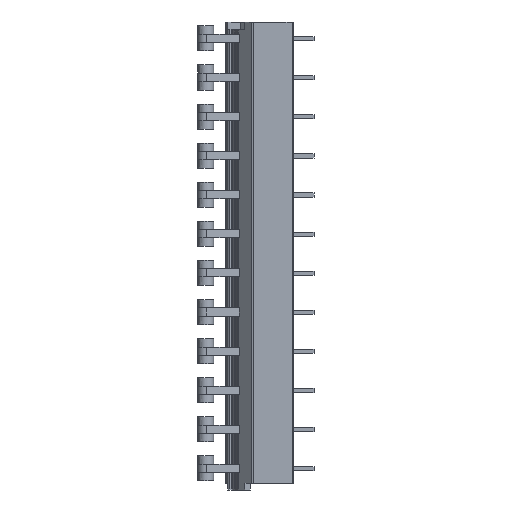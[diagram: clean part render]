
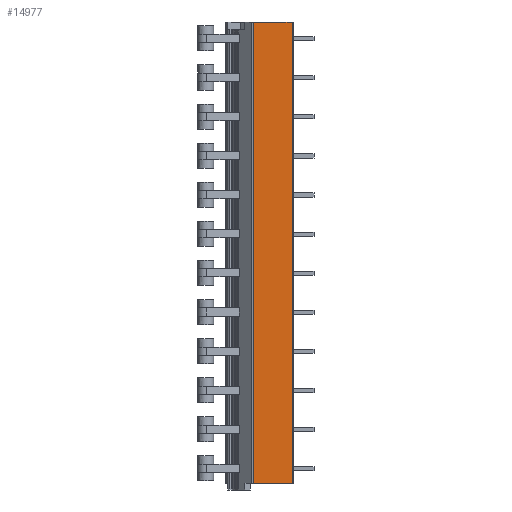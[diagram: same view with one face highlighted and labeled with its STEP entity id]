
A CAD part, left-side view. The second image highlights one B-rep face of the part: STEP entity #14977.
In plain terms, the highlighted planar face has unit normal (-1, 0, 0).
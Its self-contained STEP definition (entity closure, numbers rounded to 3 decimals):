
#30=DIRECTION('',(0.,-1.,0.));
#31=VECTOR('',#30,7.471);
#32=CARTESIAN_POINT('',(0.,7.671,-85.3));
#33=LINE('',#32,#31);
#310=DIRECTION('',(0.,-1.,0.));
#311=VECTOR('',#310,7.471);
#312=CARTESIAN_POINT('',(0.,7.671,3.2));
#313=LINE('',#312,#311);
#531=DIRECTION('',(0.,0.,1.));
#532=VECTOR('',#531,88.5);
#533=CARTESIAN_POINT('',(0.,7.671,-85.3));
#534=LINE('',#533,#532);
#535=DIRECTION('',(0.,0.,1.));
#536=VECTOR('',#535,88.5);
#537=CARTESIAN_POINT('',(0.,0.2,-85.3));
#538=LINE('',#537,#536);
#11815=CARTESIAN_POINT('',(0.,7.671,-85.3));
#11817=VERTEX_POINT('',#11815);
#11818=CARTESIAN_POINT('',(0.,0.2,-85.3));
#11819=VERTEX_POINT('',#11818);
#11935=CARTESIAN_POINT('',(0.,7.671,3.2));
#11937=VERTEX_POINT('',#11935);
#11938=CARTESIAN_POINT('',(0.,0.2,3.2));
#11939=VERTEX_POINT('',#11938);
#14965=CARTESIAN_POINT('',(0.,7.671,-85.3));
#14966=DIRECTION('',(-1.,0.,0.));
#14967=DIRECTION('',(0.,-1.,0.));
#14968=AXIS2_PLACEMENT_3D('',#14965,#14966,#14967);
#14969=PLANE('',#14968);
#14970=ORIENTED_EDGE('',*,*,#14959,.T.);
#14971=ORIENTED_EDGE('',*,*,#14813,.T.);
#14973=ORIENTED_EDGE('',*,*,#14972,.F.);
#14974=ORIENTED_EDGE('',*,*,#14613,.F.);
#14975=EDGE_LOOP('',(#14970,#14971,#14973,#14974));
#14976=FACE_OUTER_BOUND('',#14975,.F.);
#14977=ADVANCED_FACE('',(#14976),#14969,.T.);
#14613=EDGE_CURVE('',#11817,#11819,#33,.T.);
#14813=EDGE_CURVE('',#11937,#11939,#313,.T.);
#14959=EDGE_CURVE('',#11817,#11937,#534,.T.);
#14972=EDGE_CURVE('',#11819,#11939,#538,.T.);
